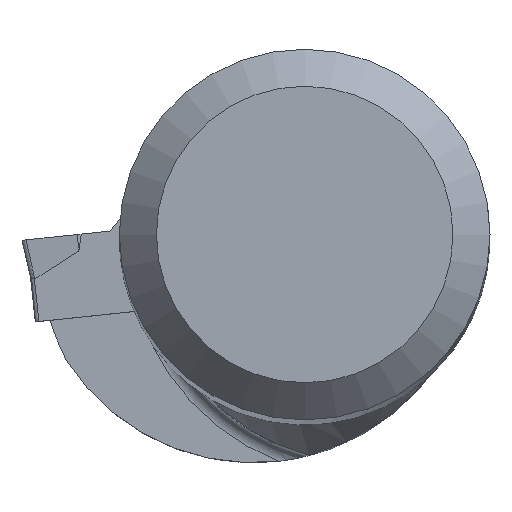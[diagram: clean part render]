
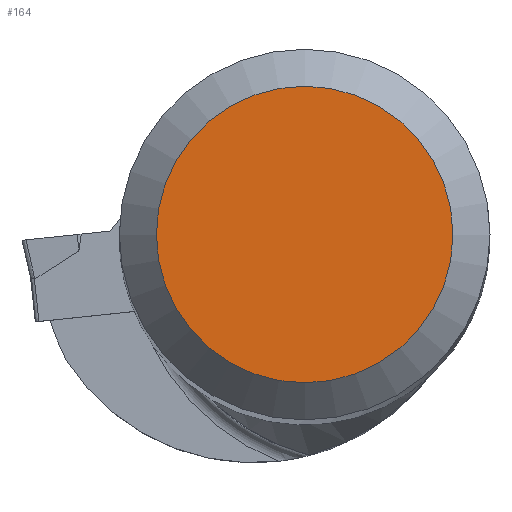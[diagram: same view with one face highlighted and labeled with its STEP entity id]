
A CAD part, top view. The second image highlights one B-rep face of the part: STEP entity #164.
In plain terms, the highlighted planar face has unit normal (0, 0, 1).
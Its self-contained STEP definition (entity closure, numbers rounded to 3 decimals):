
#117=PLANE('',#1372);
#164=ADVANCED_FACE('',(#241),#117,.F.);
#241=FACE_OUTER_BOUND('',#305,.T.);
#305=EDGE_LOOP('',(#699));
#384=CIRCLE('',#1371,8.);
#699=ORIENTED_EDGE('',*,*,#1130,.F.);
#998=VERTEX_POINT('',#1984);
#1130=EDGE_CURVE('',#998,#998,#384,.T.);
#1371=AXIS2_PLACEMENT_3D('',#1983,#1543,#1544);
#1372=AXIS2_PLACEMENT_3D('',#1985,#1545,#1546);
#1543=DIRECTION('',(0.,0.,-1.));
#1544=DIRECTION('',(0.,1.,0.));
#1545=DIRECTION('',(0.,0.,-1.));
#1546=DIRECTION('',(0.,1.,0.));
#1983=CARTESIAN_POINT('',(0.,0.,0.));
#1984=CARTESIAN_POINT('',(0.,8.,0.));
#1985=CARTESIAN_POINT('',(0.,0.,0.));
